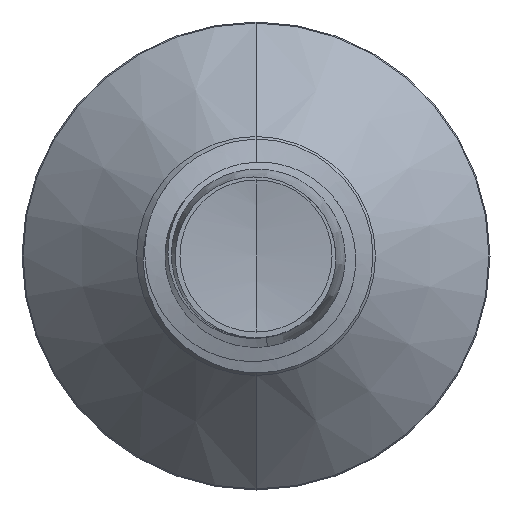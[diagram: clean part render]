
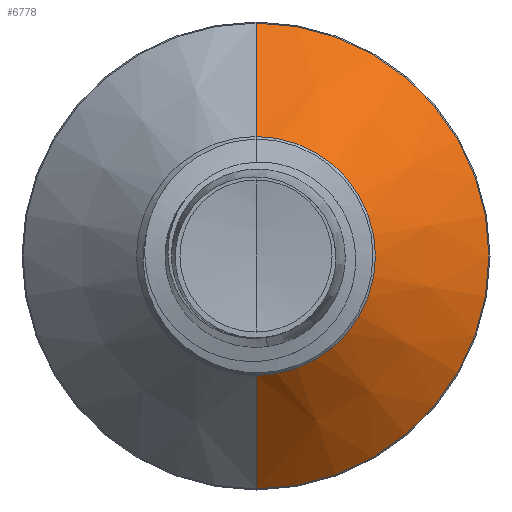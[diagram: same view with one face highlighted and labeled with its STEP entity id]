
A CAD part, front view. The second image highlights one B-rep face of the part: STEP entity #6778.
In plain terms, the highlighted conical face has half-angle 45 degrees and reference radius 2.042 mm.
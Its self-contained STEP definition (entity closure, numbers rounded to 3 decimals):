
#87 = CONICAL_SURFACE ( 'NONE', #7747, 2.042, 0.785 ) ;
#116 = DIRECTION ( 'NONE',  ( 0., 0., 1. ) ) ;
#436 = DIRECTION ( 'NONE',  ( 0., 0., 1. ) ) ;
#683 = LINE ( 'NONE', #3329, #6630 ) ;
#1076 = DIRECTION ( 'NONE',  ( 0., 1., 0. ) ) ;
#1998 = ORIENTED_EDGE ( 'NONE', *, *, #3207, .F. ) ;
#2275 = DIRECTION ( 'NONE',  ( 0., 1., 0. ) ) ;
#2306 = ORIENTED_EDGE ( 'NONE', *, *, #9989, .T. ) ;
#3207 = EDGE_CURVE ( 'NONE', #10519, #10406, #683, .T. ) ;
#3329 = CARTESIAN_POINT ( 'NONE',  ( 0., 1.342, 2.042 ) ) ;
#4061 = VECTOR ( 'NONE', #6333, 1000. ) ;
#4603 = EDGE_LOOP ( 'NONE', ( #10891, #2306, #9018, #1998 ) ) ;
#5109 = CIRCLE ( 'NONE', #7229, 3.982 ) ;
#5724 = DIRECTION ( 'NONE',  ( 0., 1., 0. ) ) ;
#6333 = DIRECTION ( 'NONE',  ( 0., 0.707, -0.707 ) ) ;
#6630 = VECTOR ( 'NONE', #8663, 1000. ) ;
#6727 = AXIS2_PLACEMENT_3D ( 'NONE', #11153, #5724, #436 ) ;
#6778 = ADVANCED_FACE ( 'NONE', ( #9580 ), #87, .T. ) ;
#7229 = AXIS2_PLACEMENT_3D ( 'NONE', #7477, #2275, #8397 ) ;
#7477 = CARTESIAN_POINT ( 'NONE',  ( 0., 3.282, 0. ) ) ;
#7585 = VERTEX_POINT ( 'NONE', #7667 ) ;
#7667 = CARTESIAN_POINT ( 'NONE',  ( 0., 3.282, -3.982 ) ) ;
#7747 = AXIS2_PLACEMENT_3D ( 'NONE', #10807, #1076, #116 ) ;
#7794 = VERTEX_POINT ( 'NONE', #10502 ) ;
#8397 = DIRECTION ( 'NONE',  ( 0., 0., 1. ) ) ;
#8480 = CARTESIAN_POINT ( 'NONE',  ( 0., 3.282, 3.982 ) ) ;
#8663 = DIRECTION ( 'NONE',  ( 0., 0.707, 0.707 ) ) ;
#8725 = LINE ( 'NONE', #9919, #4061 ) ;
#9018 = ORIENTED_EDGE ( 'NONE', *, *, #9877, .F. ) ;
#9580 = FACE_OUTER_BOUND ( 'NONE', #4603, .T. ) ;
#9877 = EDGE_CURVE ( 'NONE', #10406, #7585, #5109, .T. ) ;
#9919 = CARTESIAN_POINT ( 'NONE',  ( 0., 1.342, -2.042 ) ) ;
#9989 = EDGE_CURVE ( 'NONE', #7794, #7585, #8725, .T. ) ;
#10406 = VERTEX_POINT ( 'NONE', #8480 ) ;
#10502 = CARTESIAN_POINT ( 'NONE',  ( 0., 1.342, -2.042 ) ) ;
#10519 = VERTEX_POINT ( 'NONE', #10657 ) ;
#10603 = EDGE_CURVE ( 'NONE', #10519, #7794, #11163, .T. ) ;
#10657 = CARTESIAN_POINT ( 'NONE',  ( 0., 1.342, 2.042 ) ) ;
#10807 = CARTESIAN_POINT ( 'NONE',  ( 0., 1.342, 0. ) ) ;
#10891 = ORIENTED_EDGE ( 'NONE', *, *, #10603, .T. ) ;
#11153 = CARTESIAN_POINT ( 'NONE',  ( 0., 1.342, 0. ) ) ;
#11163 = CIRCLE ( 'NONE', #6727, 2.042 ) ;
